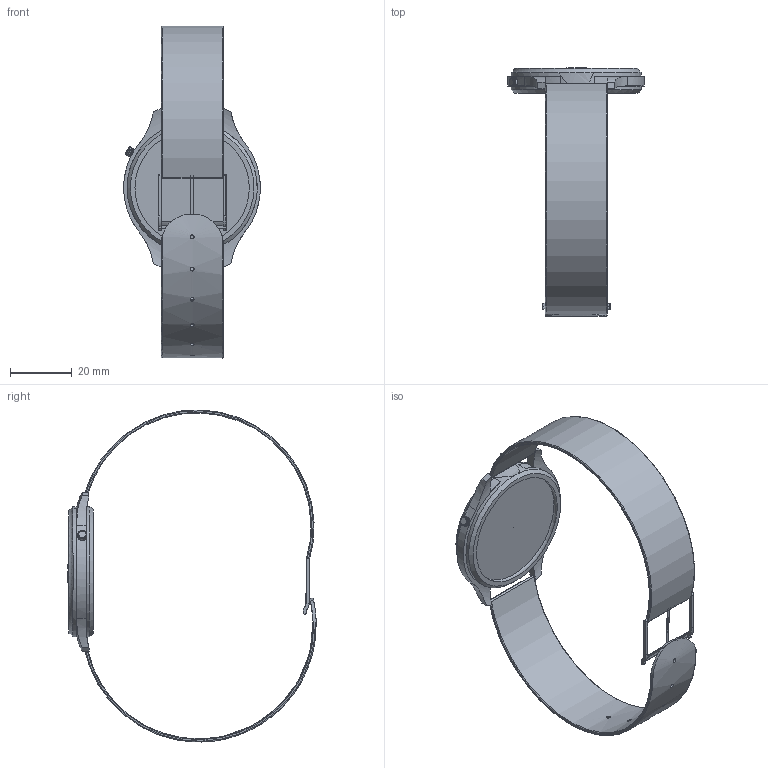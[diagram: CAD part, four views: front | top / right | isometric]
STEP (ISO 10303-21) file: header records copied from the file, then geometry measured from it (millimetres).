
FILE_DESCRIPTION(('FreeCAD Model'),'2;1');
FILE_NAME('Open CASCADE Shape Model','2025-05-04T13:43:25',('FreeCAD'),( 'FreeCAD'),'Open CASCADE STEP processor 7.6','FreeCAD','Unknown');
FILE_SCHEMA(('AUTOMOTIVE_DESIGN { 1 0 10303 214 1 1 1 1 }'));
Length unit declared in the file: millimetre
Products named in the file (1): Open CASCADE STEP translator 7.6 1
Bounding box: 44.31 x 80.51 x 107.66 mm (x, y, z)
Volume: 11649.4 mm3; surface area: 17891.2 mm2
Topology: 4 solids, 4 shells, 281 faces, 791 edges, 518 vertices
Faces by surface type: cylinder 193, plane 37, bspline 26, torus 20, cone 5
Full cylindrical faces by diameter (mm): 0.25 x2, 0.26 x4, 0.5 x2, 1 x2, 1.27 x6, 35.956 x1
Entity records: 13624 total; most frequent: CARTESIAN_POINT 6670, ORIENTED_EDGE 1572, DIRECTION 1312, EDGE_CURVE 786, AXIS2_PLACEMENT_3D 531, VERTEX_POINT 518, FACE_BOUND 314, EDGE_LOOP 314
